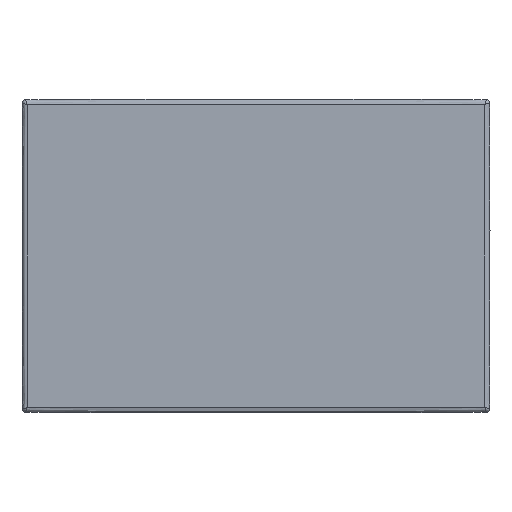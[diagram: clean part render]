
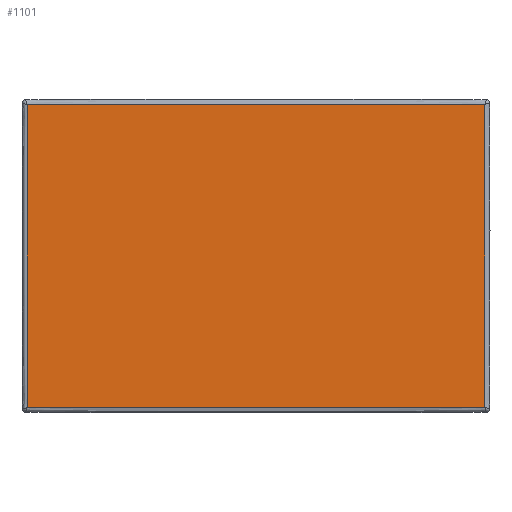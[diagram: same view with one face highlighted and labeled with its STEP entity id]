
A CAD part, front view. The second image highlights one B-rep face of the part: STEP entity #1101.
In plain terms, the highlighted planar face has unit normal (0, -1, 0).
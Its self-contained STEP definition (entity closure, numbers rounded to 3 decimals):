
#160=PLANE('',#1187);
#190=FACE_OUTER_BOUND('',#269,.T.);
#269=EDGE_LOOP('',(#798,#799,#800,#801));
#345=B_SPLINE_CURVE_WITH_KNOTS('',3,(#1865,#1866,#1867,#1868),
 .UNSPECIFIED.,.F.,.F.,(4,4),(0.019,1.885),
 .UNSPECIFIED.);
#361=B_SPLINE_CURVE_WITH_KNOTS('',3,(#2333,#2334,#2335,#2336),
 .UNSPECIFIED.,.F.,.F.,(4,4),(0.019,1.885),
 .UNSPECIFIED.);
#365=B_SPLINE_CURVE_WITH_KNOTS('',3,(#2513,#2514,#2515,#2516),
 .UNSPECIFIED.,.F.,.F.,(4,4),(0.023,2.843),
 .UNSPECIFIED.);
#367=B_SPLINE_CURVE_WITH_KNOTS('',3,(#2574,#2575,#2576,#2577),
 .UNSPECIFIED.,.F.,.F.,(4,4),(0.023,2.843),
 .UNSPECIFIED.);
#461=VERTEX_POINT('',#1797);
#464=VERTEX_POINT('',#1854);
#471=VERTEX_POINT('',#2060);
#478=VERTEX_POINT('',#2284);
#559=EDGE_CURVE('',#464,#461,#345,.T.);
#583=EDGE_CURVE('',#471,#478,#361,.T.);
#589=EDGE_CURVE('',#478,#464,#365,.T.);
#592=EDGE_CURVE('',#461,#471,#367,.T.);
#798=ORIENTED_EDGE('',*,*,#583,.F.);
#799=ORIENTED_EDGE('',*,*,#592,.F.);
#800=ORIENTED_EDGE('',*,*,#559,.F.);
#801=ORIENTED_EDGE('',*,*,#589,.F.);
#1101=ADVANCED_FACE('',(#190),#160,.F.);
#1187=AXIS2_PLACEMENT_3D('',#2578,#1343,#1344);
#1343=DIRECTION('center_axis',(0.,1.,0.));
#1344=DIRECTION('ref_axis',(0.,0.,1.));
#1797=CARTESIAN_POINT('',(14.101,-72.5,-7.333));
#1854=CARTESIAN_POINT('',(14.101,-72.5,11.333));
#1865=CARTESIAN_POINT('Ctrl Pts',(14.101,-72.5,11.333));
#1866=CARTESIAN_POINT('Ctrl Pts',(14.123,-72.5,5.111));
#1867=CARTESIAN_POINT('Ctrl Pts',(14.123,-72.5,-1.111));
#1868=CARTESIAN_POINT('Ctrl Pts',(14.101,-72.5,-7.333));
#2060=CARTESIAN_POINT('',(-14.101,-72.5,-7.333));
#2284=CARTESIAN_POINT('',(-14.101,-72.5,11.333));
#2333=CARTESIAN_POINT('Ctrl Pts',(-14.101,-72.5,-7.333));
#2334=CARTESIAN_POINT('Ctrl Pts',(-14.123,-72.5,-1.111));
#2335=CARTESIAN_POINT('Ctrl Pts',(-14.123,-72.5,5.111));
#2336=CARTESIAN_POINT('Ctrl Pts',(-14.101,-72.5,11.333));
#2513=CARTESIAN_POINT('Ctrl Pts',(-14.101,-72.5,11.333));
#2514=CARTESIAN_POINT('Ctrl Pts',(-4.7,-72.5,11.386));
#2515=CARTESIAN_POINT('Ctrl Pts',(4.7,-72.5,11.386));
#2516=CARTESIAN_POINT('Ctrl Pts',(14.101,-72.5,11.333));
#2574=CARTESIAN_POINT('Ctrl Pts',(14.101,-72.5,-7.333));
#2575=CARTESIAN_POINT('Ctrl Pts',(4.7,-72.5,-7.386));
#2576=CARTESIAN_POINT('Ctrl Pts',(-4.7,-72.5,-7.386));
#2577=CARTESIAN_POINT('Ctrl Pts',(-14.101,-72.5,-7.333));
#2578=CARTESIAN_POINT('Origin',(0.,-72.5,2.));
